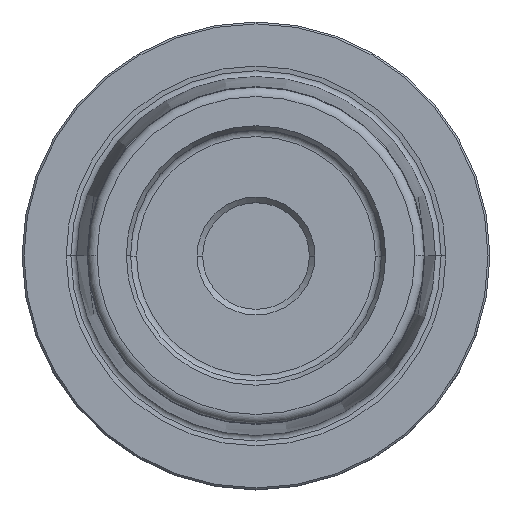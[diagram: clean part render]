
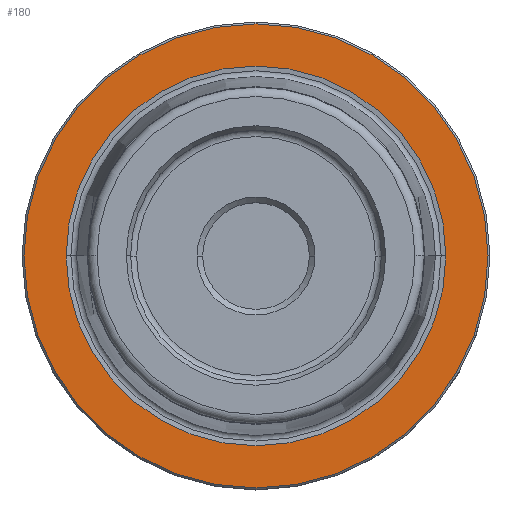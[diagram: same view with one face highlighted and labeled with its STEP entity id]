
A CAD part, top view. The second image highlights one B-rep face of the part: STEP entity #180.
In plain terms, the highlighted planar face has unit normal (0, 0, 1).
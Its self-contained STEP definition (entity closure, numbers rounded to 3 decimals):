
#32=PLANE('',#1619);
#44=FACE_BOUND('',#399,.T.);
#45=FACE_BOUND('',#400,.T.);
#180=ADVANCED_FACE('',(#44,#45),#32,.T.);
#399=EDGE_LOOP('',(#666,#667));
#400=EDGE_LOOP('',(#668,#669));
#666=ORIENTED_EDGE('',*,*,#1040,.T.);
#667=ORIENTED_EDGE('',*,*,#1041,.T.);
#668=ORIENTED_EDGE('',*,*,#1037,.F.);
#669=ORIENTED_EDGE('',*,*,#1039,.F.);
#882=VERTEX_POINT('',#2866);
#883=VERTEX_POINT('',#2868);
#884=VERTEX_POINT('',#2874);
#885=VERTEX_POINT('',#2875);
#1037=EDGE_CURVE('',#882,#883,#1207,.T.);
#1039=EDGE_CURVE('',#883,#882,#1208,.T.);
#1040=EDGE_CURVE('',#884,#885,#1209,.T.);
#1041=EDGE_CURVE('',#885,#884,#1210,.T.);
#1207=CIRCLE('',#1613,50.734);
#1208=CIRCLE('',#1615,50.734);
#1209=CIRCLE('',#1617,62.);
#1210=CIRCLE('',#1618,62.);
#1613=AXIS2_PLACEMENT_3D('',#2867,#2035,#2036);
#1615=AXIS2_PLACEMENT_3D('',#2871,#2040,#2041);
#1617=AXIS2_PLACEMENT_3D('',#2873,#2044,#2045);
#1618=AXIS2_PLACEMENT_3D('',#2876,#2046,#2047);
#1619=AXIS2_PLACEMENT_3D('',#2877,#2048,#2049);
#2035=DIRECTION('',(0.,0.,1.));
#2036=DIRECTION('',(1.,0.,0.));
#2040=DIRECTION('',(0.,0.,1.));
#2041=DIRECTION('',(-1.,0.,0.));
#2044=DIRECTION('',(0.,0.,1.));
#2045=DIRECTION('',(1.,0.,0.));
#2046=DIRECTION('',(0.,0.,1.));
#2047=DIRECTION('',(-1.,0.,0.));
#2048=DIRECTION('',(0.,0.,1.));
#2049=DIRECTION('',(1.,0.,0.));
#2866=CARTESIAN_POINT('',(50.734,0.,0.));
#2867=CARTESIAN_POINT('',(0.,0.,0.));
#2868=CARTESIAN_POINT('',(-50.734,0.,0.));
#2871=CARTESIAN_POINT('',(0.,0.,0.));
#2873=CARTESIAN_POINT('',(0.,0.,0.));
#2874=CARTESIAN_POINT('',(62.,0.,0.));
#2875=CARTESIAN_POINT('',(-62.,0.,0.));
#2876=CARTESIAN_POINT('',(0.,0.,0.));
#2877=CARTESIAN_POINT('',(0.,0.,0.));
